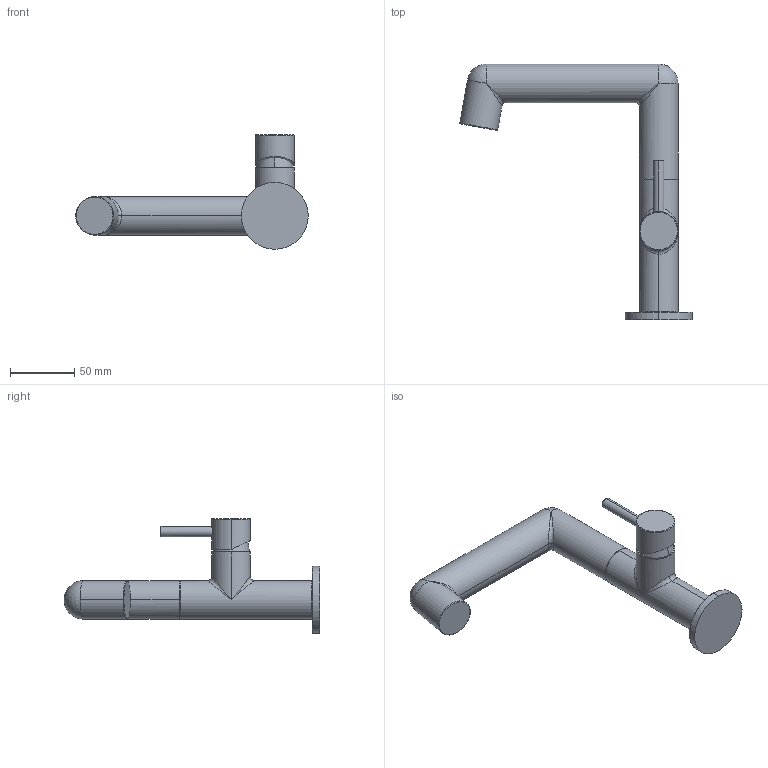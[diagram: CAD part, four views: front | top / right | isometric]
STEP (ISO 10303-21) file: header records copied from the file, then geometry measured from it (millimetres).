
FILE_DESCRIPTION((''),'2;1');
FILE_NAME('002_ASM','2023-12-21T20:51:39',('dell'),(''),'CREO PARAMETRIC BY PTC INC, 2019224','CREO PARAMETRIC BY PTC INC, 2019224','');
FILE_SCHEMA(('CONFIG_CONTROL_DESIGN'));
Length unit declared in the file: millimetre
Products named in the file (4): 001; 003-HANDLE; 005-SPOUT; 002_ASM
Assembly tree (3 placements, depth 2):
  002_ASM
    001
    003-HANDLE
    005-SPOUT
Bounding box: 180.69 x 198.8 x 89 mm (x, y, z)
Volume: 296748.7 mm3; surface area: 46420.9 mm2
Topology: 3 solids, 3 shells, 55 faces, 106 edges, 60 vertices
Faces by surface type: torus 16, cylinder 16, plane 11, bspline 10, sphere 2
Entity records: 2249 total; most frequent: CARTESIAN_POINT 1054, DIRECTION 260, ORIENTED_EDGE 212, AXIS2_PLACEMENT_3D 121, EDGE_CURVE 106, CIRCLE 69, VERTEX_POINT 60, EDGE_LOOP 58
